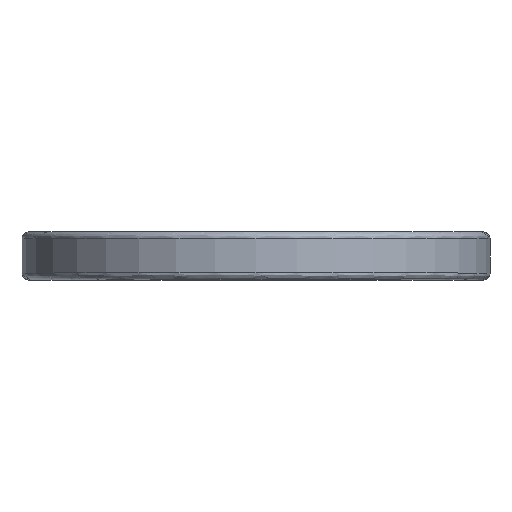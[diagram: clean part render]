
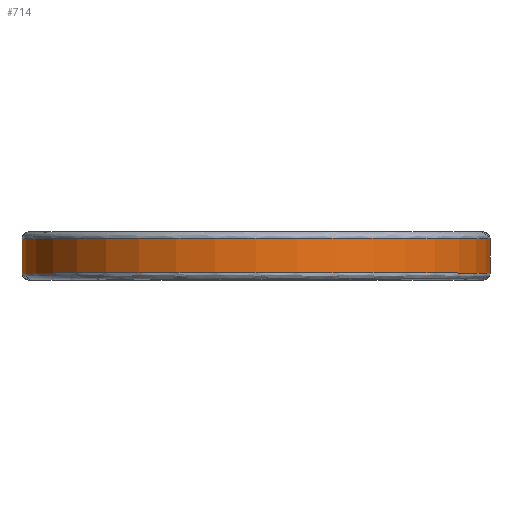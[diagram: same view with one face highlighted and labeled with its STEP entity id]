
A CAD part, top view. The second image highlights one B-rep face of the part: STEP entity #714.
In plain terms, the highlighted cylindrical face has radius 34 mm (diameter 68 mm), a partial arc.
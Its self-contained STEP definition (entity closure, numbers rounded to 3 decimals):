
#37 = CARTESIAN_POINT ( 'NONE',  ( 0., 38.334, 0. ) ) ;
#51 = CIRCLE ( 'NONE', #692, 34. ) ;
#53 = DIRECTION ( 'NONE',  ( -1., 0., 0. ) ) ;
#65 = ORIENTED_EDGE ( 'NONE', *, *, #254, .T. ) ;
#87 = ORIENTED_EDGE ( 'NONE', *, *, #591, .T. ) ;
#107 = DIRECTION ( 'NONE',  ( 0., 1., 0. ) ) ;
#198 = LINE ( 'NONE', #809, #615 ) ;
#201 = CYLINDRICAL_SURFACE ( 'NONE', #653, 34. ) ;
#254 = EDGE_CURVE ( 'NONE', #328, #338, #198, .T. ) ;
#261 = VERTEX_POINT ( 'NONE', #795 ) ;
#268 = DIRECTION ( 'NONE',  ( -1., 0., 0. ) ) ;
#328 = VERTEX_POINT ( 'NONE', #789 ) ;
#338 = VERTEX_POINT ( 'NONE', #788 ) ;
#349 = CARTESIAN_POINT ( 'NONE',  ( -34., 38.334, 0. ) ) ;
#395 = ORIENTED_EDGE ( 'NONE', *, *, #818, .F. ) ;
#452 = VERTEX_POINT ( 'NONE', #499 ) ;
#474 = DIRECTION ( 'NONE',  ( 1., 0., 0. ) ) ;
#480 = DIRECTION ( 'NONE',  ( 0., -1., 0. ) ) ;
#485 = CARTESIAN_POINT ( 'NONE',  ( 0., -6., 0. ) ) ;
#499 = CARTESIAN_POINT ( 'NONE',  ( -34., -6., 0. ) ) ;
#504 = DIRECTION ( 'NONE',  ( 0., 1., 0. ) ) ;
#591 = EDGE_CURVE ( 'NONE', #338, #261, #51, .T. ) ;
#597 = CARTESIAN_POINT ( 'NONE',  ( 0., -1., 0. ) ) ;
#615 = VECTOR ( 'NONE', #798, 1000. ) ;
#653 = AXIS2_PLACEMENT_3D ( 'NONE', #37, #107, #53 ) ;
#692 = AXIS2_PLACEMENT_3D ( 'NONE', #597, #847, #268 ) ;
#714 = ADVANCED_FACE ( 'NONE', ( #1284 ), #201, .T. ) ;
#720 = VECTOR ( 'NONE', #504, 1000. ) ;
#788 = CARTESIAN_POINT ( 'NONE',  ( 34., -1., 0. ) ) ;
#789 = CARTESIAN_POINT ( 'NONE',  ( 34., -6., 0. ) ) ;
#795 = CARTESIAN_POINT ( 'NONE',  ( -34., -1., 0. ) ) ;
#798 = DIRECTION ( 'NONE',  ( 0., 1., 0. ) ) ;
#809 = CARTESIAN_POINT ( 'NONE',  ( 34., 38.334, 0. ) ) ;
#818 = EDGE_CURVE ( 'NONE', #328, #452, #848, .T. ) ;
#825 = AXIS2_PLACEMENT_3D ( 'NONE', #485, #480, #474 ) ;
#847 = DIRECTION ( 'NONE',  ( 0., -1., 0. ) ) ;
#848 = CIRCLE ( 'NONE', #825, 34. ) ;
#934 = EDGE_CURVE ( 'NONE', #452, #261, #1330, .T. ) ;
#966 = ORIENTED_EDGE ( 'NONE', *, *, #934, .F. ) ;
#986 = EDGE_LOOP ( 'NONE', ( #395, #65, #87, #966 ) ) ;
#1284 = FACE_OUTER_BOUND ( 'NONE', #986, .T. ) ;
#1330 = LINE ( 'NONE', #349, #720 ) ;
